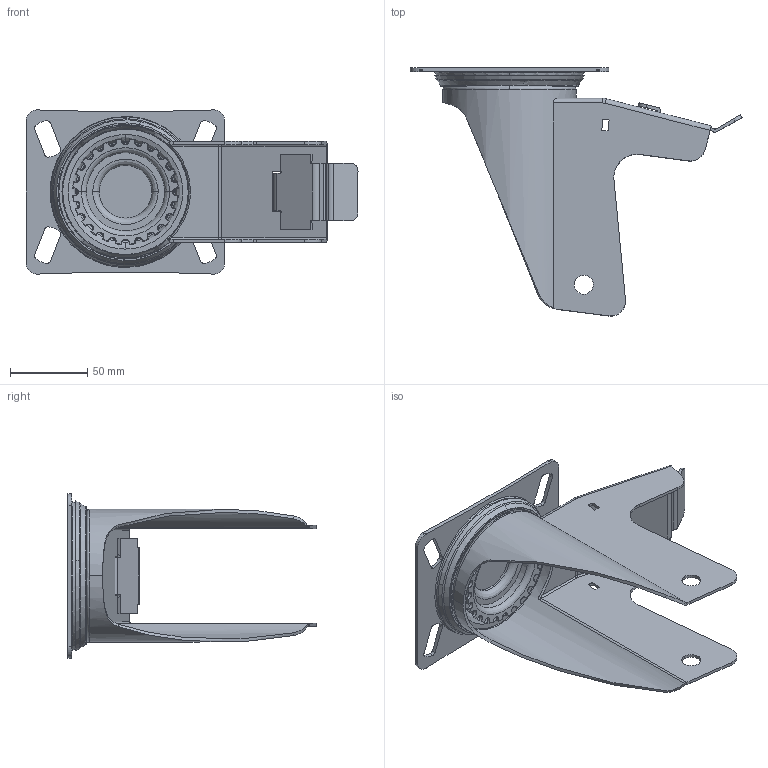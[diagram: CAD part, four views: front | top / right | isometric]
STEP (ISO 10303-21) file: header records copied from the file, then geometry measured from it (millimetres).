
FILE_DESCRIPTION (( 'STEP AP214' ), '1' );
FILE_NAME ('0018845.step', '2021-08-12T11:31:15', ( 'Windows-Benutzer' ), ( '' ), 'SwSTEP 2.0', 'SolidWorks 2020', '' );
FILE_SCHEMA (( 'AUTOMOTIVE_DESIGN' ));
Length unit declared in the file: millimetre
Products named in the file (1): 0018845
Bounding box: 214.45 x 160.25 x 106 mm (x, y, z)
Volume: 124797.2 mm3; surface area: 124685.4 mm2
Topology: 5 solids, 5 shells, 346 faces, 923 edges, 600 vertices
Faces by surface type: bspline 139, cylinder 107, plane 88, cone 8, torus 4
Entity records: 30515 total; most frequent: CARTESIAN_POINT 18870, ORIENTED_EDGE 1846, DIRECTION 1318, EDGE_CURVE 923, VERTEX_POINT 600, AXIS2_PLACEMENT_3D 511, EDGE_LOOP 383, UNCERTAINTY_MEASURE_WITH_UNIT 353
